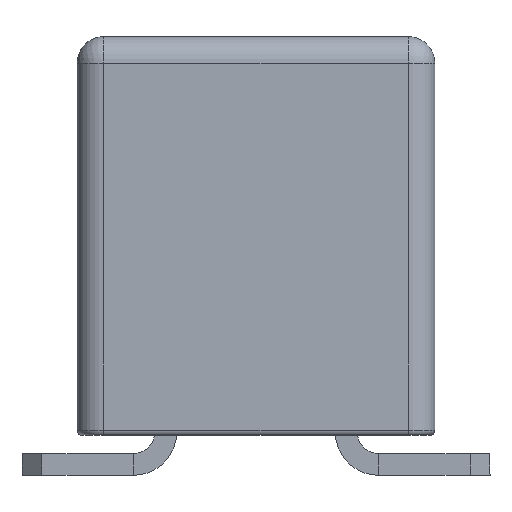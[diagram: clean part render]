
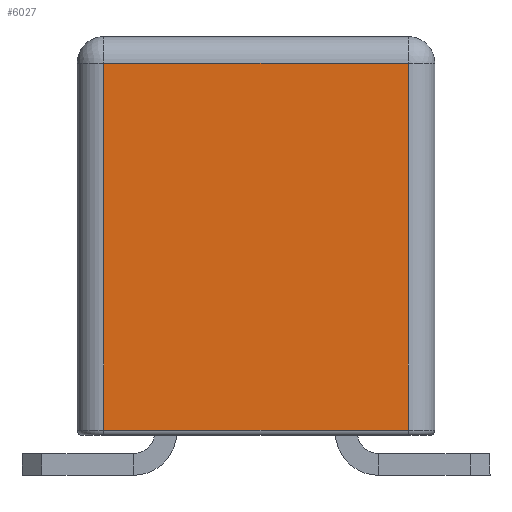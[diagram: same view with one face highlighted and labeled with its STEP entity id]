
A CAD part, left-side view. The second image highlights one B-rep face of the part: STEP entity #6027.
In plain terms, the highlighted planar face has unit normal (-1, 0, 0).
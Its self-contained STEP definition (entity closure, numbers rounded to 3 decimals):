
#881=FACE_OUTER_BOUND('',#1219,.T.);
#1219=EDGE_LOOP('',(#5500,#5501,#5502,#5503));
#1704=LINE('',#10038,#2296);
#1808=LINE('',#10386,#2400);
#1810=LINE('',#10398,#2402);
#1811=LINE('',#10400,#2403);
#2296=VECTOR('',#7904,10.);
#2400=VECTOR('',#8320,10.);
#2402=VECTOR('',#8340,10.);
#2403=VECTOR('',#8343,10.);
#2832=VERTEX_POINT('',#10030);
#2834=VERTEX_POINT('',#10036);
#2921=VERTEX_POINT('',#10379);
#2923=VERTEX_POINT('',#10394);
#3597=EDGE_CURVE('',#2834,#2832,#1704,.T.);
#3775=EDGE_CURVE('',#2921,#2834,#1808,.T.);
#3782=EDGE_CURVE('',#2832,#2923,#1810,.T.);
#3783=EDGE_CURVE('',#2923,#2921,#1811,.T.);
#5500=ORIENTED_EDGE('',*,*,#3597,.F.);
#5501=ORIENTED_EDGE('',*,*,#3775,.F.);
#5502=ORIENTED_EDGE('',*,*,#3783,.F.);
#5503=ORIENTED_EDGE('',*,*,#3782,.F.);
#5695=PLANE('',#6613);
#6027=ADVANCED_FACE('',(#881),#5695,.T.);
#6613=AXIS2_PLACEMENT_3D('',#10404,#8350,#8351);
#7904=DIRECTION('',(0.,1.,0.));
#8320=DIRECTION('',(0.,0.,-1.));
#8340=DIRECTION('',(0.,0.,1.));
#8343=DIRECTION('',(0.,-1.,0.));
#8350=DIRECTION('center_axis',(-1.,0.,0.));
#8351=DIRECTION('ref_axis',(0.,-1.,0.));
#10030=CARTESIAN_POINT('',(-8.,2.865,0.85));
#10036=CARTESIAN_POINT('',(-8.,-2.865,0.85));
#10038=CARTESIAN_POINT('',(-8.,1.683,0.85));
#10379=CARTESIAN_POINT('',(-8.,-2.865,7.75));
#10386=CARTESIAN_POINT('',(-8.,-2.865,0.75));
#10394=CARTESIAN_POINT('',(-8.,2.865,7.75));
#10398=CARTESIAN_POINT('',(-8.,2.865,0.75));
#10400=CARTESIAN_POINT('',(-8.,1.683,7.75));
#10404=CARTESIAN_POINT('Origin',(-8.,3.365,0.75));
